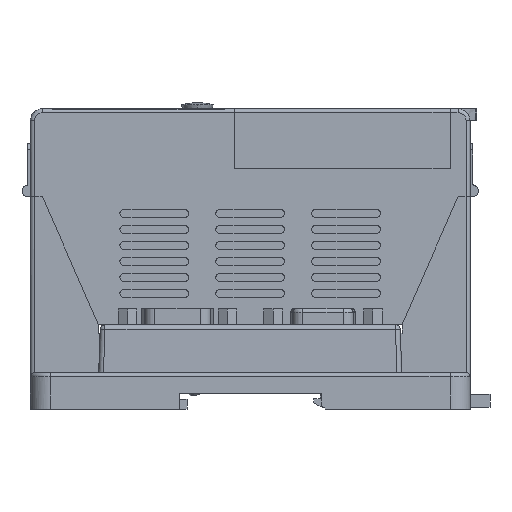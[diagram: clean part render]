
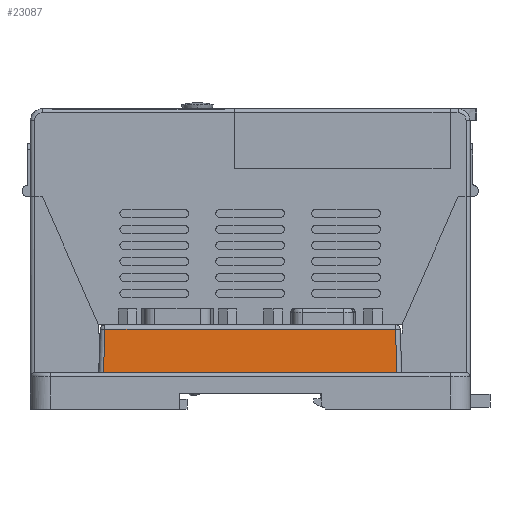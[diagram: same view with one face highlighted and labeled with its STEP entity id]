
A CAD part, left-side view. The second image highlights one B-rep face of the part: STEP entity #23087.
In plain terms, the highlighted planar face has unit normal (-0.999, 0, 0.035).
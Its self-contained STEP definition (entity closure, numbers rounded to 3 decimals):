
#3971 = CARTESIAN_POINT ( 'NONE',  ( -175.35, -34.98, 10.65 ) ) ;
#4105 = ORIENTED_EDGE ( 'NONE', *, *, #21855, .T. ) ;
#4546 = CARTESIAN_POINT ( 'NONE',  ( -175.39, 38.861, 9.492 ) ) ;
#4969 = CARTESIAN_POINT ( 'NONE',  ( -175.769, 39.24, -1.35 ) ) ;
#11552 = CARTESIAN_POINT ( 'NONE',  ( -175.769, -34.2, -1.35 ) ) ;
#12367 = LINE ( 'NONE', #80500, #57152 ) ;
#14802 = ORIENTED_EDGE ( 'NONE', *, *, #75936, .T. ) ;
#15653 = LINE ( 'NONE', #67704, #33805 ) ;
#17989 = DIRECTION ( 'NONE',  ( 0.035, 0.035, 0.999 ) ) ;
#21855 = EDGE_CURVE ( 'NONE', #91781, #98486, #76087, .T. ) ;
#22006 = PLANE ( 'NONE',  #102583 ) ;
#23087 = ADVANCED_FACE ( 'NONE', ( #42267 ), #22006, .T. ) ;
#23163 = EDGE_CURVE ( 'NONE', #115527, #55556, #15653, .T. ) ;
#28894 = CARTESIAN_POINT ( 'NONE',  ( -175.39, 40.02, 9.492 ) ) ;
#30951 = DIRECTION ( 'NONE',  ( -0.999, 0., 0.035 ) ) ;
#33805 = VECTOR ( 'NONE', #103321, 1000. ) ;
#42267 = FACE_OUTER_BOUND ( 'NONE', #89494, .T. ) ;
#51738 = LINE ( 'NONE', #108739, #54520 ) ;
#54520 = VECTOR ( 'NONE', #55133, 1000. ) ;
#55133 = DIRECTION ( 'NONE',  ( -0.035, 0.035, -0.999 ) ) ;
#55556 = VERTEX_POINT ( 'NONE', #11552 ) ;
#57152 = VECTOR ( 'NONE', #17989, 1000. ) ;
#67704 = CARTESIAN_POINT ( 'NONE',  ( -175.769, -34.98, -1.35 ) ) ;
#73294 = VECTOR ( 'NONE', #82465, 1000. ) ;
#74280 = EDGE_CURVE ( 'NONE', #98486, #115527, #51738, .T. ) ;
#75936 = EDGE_CURVE ( 'NONE', #55556, #91781, #12367, .T. ) ;
#76087 = LINE ( 'NONE', #28894, #73294 ) ;
#80500 = CARTESIAN_POINT ( 'NONE',  ( -175.351, -33.782, 10.608 ) ) ;
#82465 = DIRECTION ( 'NONE',  ( 0., 1., 0. ) ) ;
#89494 = EDGE_LOOP ( 'NONE', ( #104890, #14802, #4105, #95731 ) ) ;
#91781 = VERTEX_POINT ( 'NONE', #103957 ) ;
#93546 = DIRECTION ( 'NONE',  ( -0.035, 0., -0.999 ) ) ;
#95731 = ORIENTED_EDGE ( 'NONE', *, *, #74280, .T. ) ;
#98486 = VERTEX_POINT ( 'NONE', #4546 ) ;
#102583 = AXIS2_PLACEMENT_3D ( 'NONE', #3971, #30951, #93546 ) ;
#103321 = DIRECTION ( 'NONE',  ( 0., -1., 0. ) ) ;
#103957 = CARTESIAN_POINT ( 'NONE',  ( -175.39, -33.821, 9.492 ) ) ;
#104890 = ORIENTED_EDGE ( 'NONE', *, *, #23163, .T. ) ;
#108739 = CARTESIAN_POINT ( 'NONE',  ( -175.26, 38.731, 13.221 ) ) ;
#115527 = VERTEX_POINT ( 'NONE', #4969 ) ;
